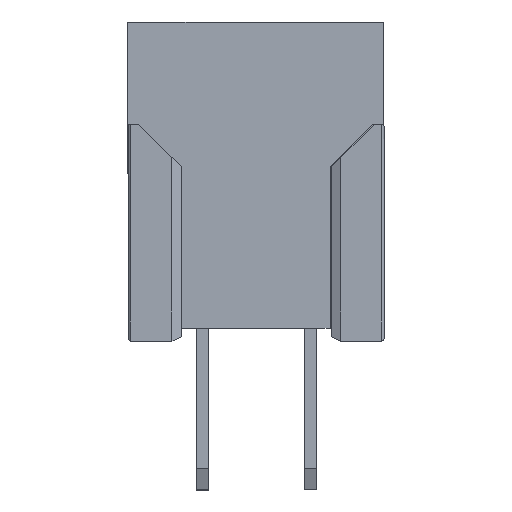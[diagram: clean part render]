
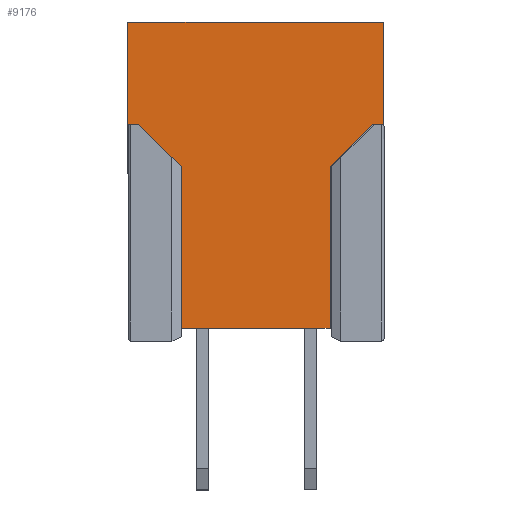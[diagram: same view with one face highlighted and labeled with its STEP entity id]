
A CAD part, left-side view. The second image highlights one B-rep face of the part: STEP entity #9176.
In plain terms, the highlighted face is planar.
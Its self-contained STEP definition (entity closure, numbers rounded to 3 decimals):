
#592 = EDGE_LOOP ( 'NONE', ( #4524, #21425, #40450, #39242, #38303, #19176, #30346, #32539, #41408, #19014 ) ) ;
#1048 = DIRECTION ( 'NONE',  ( 0., 1., 0. ) ) ;
#1663 = LINE ( 'NONE', #29359, #36260 ) ;
#1717 = CARTESIAN_POINT ( 'NONE',  ( 17.525, -3., 2.4 ) ) ;
#4524 = ORIENTED_EDGE ( 'NONE', *, *, #32287, .F. ) ;
#4624 = DIRECTION ( 'NONE',  ( 0., 0., -1. ) ) ;
#4704 = CARTESIAN_POINT ( 'NONE',  ( 17.525, -2.75, 2.4 ) ) ;
#5275 = VECTOR ( 'NONE', #1048, 1000. ) ;
#5576 = EDGE_CURVE ( 'NONE', #19226, #43087, #8745, .T. ) ;
#6177 = LINE ( 'NONE', #21756, #24648 ) ;
#6980 = VECTOR ( 'NONE', #4624, 1000. ) ;
#7134 = VERTEX_POINT ( 'NONE', #15503 ) ;
#7511 = LINE ( 'NONE', #21480, #33931 ) ;
#7988 = DIRECTION ( 'NONE',  ( 0., 0., 1. ) ) ;
#8187 = VERTEX_POINT ( 'NONE', #1717 ) ;
#8698 = VERTEX_POINT ( 'NONE', #12711 ) ;
#8745 = LINE ( 'NONE', #27432, #35111 ) ;
#8787 = VECTOR ( 'NONE', #13004, 1000. ) ;
#9176 = ADVANCED_FACE ( 'NONE', ( #12374 ), #21650, .F. ) ;
#9258 = CARTESIAN_POINT ( 'NONE',  ( 17.525, 1.75, 3.398 ) ) ;
#10216 = VECTOR ( 'NONE', #15335, 1000. ) ;
#10316 = VERTEX_POINT ( 'NONE', #9258 ) ;
#11299 = LINE ( 'NONE', #25538, #10216 ) ;
#12172 = CARTESIAN_POINT ( 'NONE',  ( 17.525, -3., 0. ) ) ;
#12374 = FACE_OUTER_BOUND ( 'NONE', #592, .T. ) ;
#12545 = EDGE_CURVE ( 'NONE', #19226, #34012, #32583, .T. ) ;
#12711 = CARTESIAN_POINT ( 'NONE',  ( 17.525, 3., 0. ) ) ;
#12745 = CARTESIAN_POINT ( 'NONE',  ( 17.525, -1.75, 3.398 ) ) ;
#13004 = DIRECTION ( 'NONE',  ( 0., 0., -1. ) ) ;
#13580 = CARTESIAN_POINT ( 'NONE',  ( 17.525, -1.75, 7.2 ) ) ;
#13605 = EDGE_CURVE ( 'NONE', #25662, #8698, #36270, .T. ) ;
#14599 = LINE ( 'NONE', #38808, #5275 ) ;
#15335 = DIRECTION ( 'NONE',  ( 0., 1., 0. ) ) ;
#15503 = CARTESIAN_POINT ( 'NONE',  ( 17.525, 1.75, 7.2 ) ) ;
#16394 = CARTESIAN_POINT ( 'NONE',  ( 17.525, 3., 7.2 ) ) ;
#19014 = ORIENTED_EDGE ( 'NONE', *, *, #13605, .F. ) ;
#19176 = ORIENTED_EDGE ( 'NONE', *, *, #5576, .T. ) ;
#19218 = DIRECTION ( 'NONE',  ( 0., 1., 0. ) ) ;
#19226 = VERTEX_POINT ( 'NONE', #12745 ) ;
#19493 = EDGE_CURVE ( 'NONE', #7134, #10316, #6177, .T. ) ;
#20236 = CARTESIAN_POINT ( 'NONE',  ( 17.525, 2.75, 2.4 ) ) ;
#21425 = ORIENTED_EDGE ( 'NONE', *, *, #26398, .T. ) ;
#21480 = CARTESIAN_POINT ( 'NONE',  ( 17.525, 3., 0. ) ) ;
#21607 = DIRECTION ( 'NONE',  ( 0., 0., -1. ) ) ;
#21650 = PLANE ( 'NONE',  #26032 ) ;
#21756 = CARTESIAN_POINT ( 'NONE',  ( 17.525, 1.75, 7.2 ) ) ;
#21804 = CARTESIAN_POINT ( 'NONE',  ( 17.525, 3., 7.2 ) ) ;
#23391 = VERTEX_POINT ( 'NONE', #20236 ) ;
#23520 = VECTOR ( 'NONE', #40914, 1000. ) ;
#24648 = VECTOR ( 'NONE', #21607, 1000. ) ;
#25538 = CARTESIAN_POINT ( 'NONE',  ( 17.525, -3., 2.4 ) ) ;
#25662 = VERTEX_POINT ( 'NONE', #36621 ) ;
#26014 = CARTESIAN_POINT ( 'NONE',  ( 17.525, -3., 7.2 ) ) ;
#26032 = AXIS2_PLACEMENT_3D ( 'NONE', #21804, #28697, #7988 ) ;
#26398 = EDGE_CURVE ( 'NONE', #23391, #10316, #29419, .T. ) ;
#27432 = CARTESIAN_POINT ( 'NONE',  ( 17.525, -1.75, 3.398 ) ) ;
#27481 = DIRECTION ( 'NONE',  ( 0., -0.708, -0.706 ) ) ;
#27558 = EDGE_CURVE ( 'NONE', #8187, #30593, #42426, .T. ) ;
#28697 = DIRECTION ( 'NONE',  ( -1., 0., 0. ) ) ;
#29359 = CARTESIAN_POINT ( 'NONE',  ( 17.525, 1.75, 2.4 ) ) ;
#29419 = LINE ( 'NONE', #31909, #37430 ) ;
#30346 = ORIENTED_EDGE ( 'NONE', *, *, #41529, .F. ) ;
#30593 = VERTEX_POINT ( 'NONE', #12172 ) ;
#31909 = CARTESIAN_POINT ( 'NONE',  ( 17.525, 1.75, 3.398 ) ) ;
#32287 = EDGE_CURVE ( 'NONE', #23391, #25662, #1663, .T. ) ;
#32539 = ORIENTED_EDGE ( 'NONE', *, *, #27558, .T. ) ;
#32583 = LINE ( 'NONE', #13580, #23520 ) ;
#33931 = VECTOR ( 'NONE', #38521, 1000. ) ;
#34012 = VERTEX_POINT ( 'NONE', #37981 ) ;
#35111 = VECTOR ( 'NONE', #27481, 1000. ) ;
#35166 = EDGE_CURVE ( 'NONE', #30593, #8698, #7511, .T. ) ;
#35313 = DIRECTION ( 'NONE',  ( 0., -0.708, 0.706 ) ) ;
#36260 = VECTOR ( 'NONE', #19218, 1000. ) ;
#36270 = LINE ( 'NONE', #16394, #8787 ) ;
#36621 = CARTESIAN_POINT ( 'NONE',  ( 17.525, 3., 2.4 ) ) ;
#37430 = VECTOR ( 'NONE', #35313, 1000. ) ;
#37981 = CARTESIAN_POINT ( 'NONE',  ( 17.525, -1.75, 7.2 ) ) ;
#38303 = ORIENTED_EDGE ( 'NONE', *, *, #12545, .F. ) ;
#38521 = DIRECTION ( 'NONE',  ( 0., 1., 0. ) ) ;
#38808 = CARTESIAN_POINT ( 'NONE',  ( 17.525, 3., 7.2 ) ) ;
#39242 = ORIENTED_EDGE ( 'NONE', *, *, #41483, .F. ) ;
#40450 = ORIENTED_EDGE ( 'NONE', *, *, #19493, .F. ) ;
#40914 = DIRECTION ( 'NONE',  ( 0., 0., 1. ) ) ;
#41408 = ORIENTED_EDGE ( 'NONE', *, *, #35166, .T. ) ;
#41483 = EDGE_CURVE ( 'NONE', #34012, #7134, #14599, .T. ) ;
#41529 = EDGE_CURVE ( 'NONE', #8187, #43087, #11299, .T. ) ;
#42426 = LINE ( 'NONE', #26014, #6980 ) ;
#43087 = VERTEX_POINT ( 'NONE', #4704 ) ;
